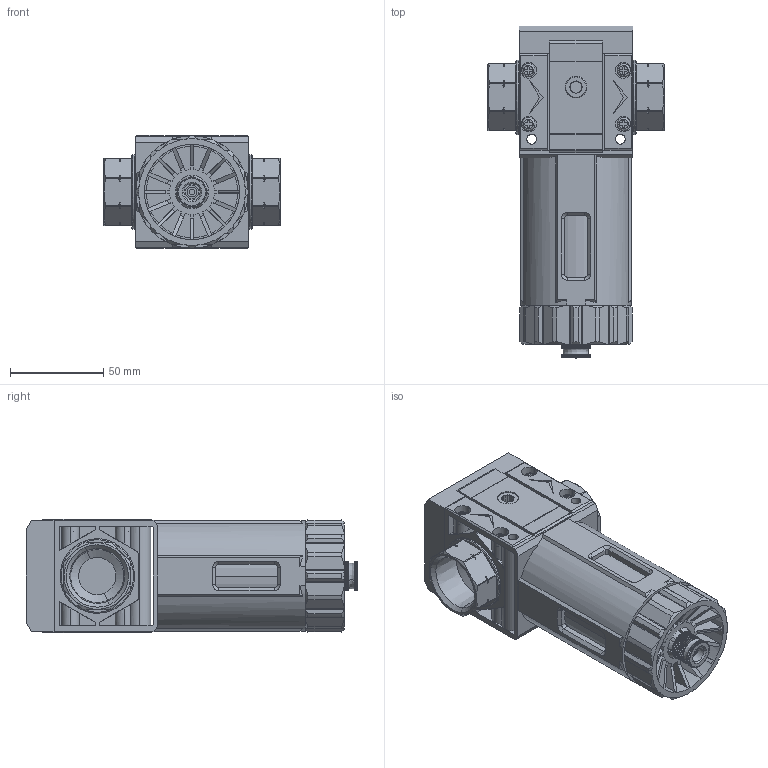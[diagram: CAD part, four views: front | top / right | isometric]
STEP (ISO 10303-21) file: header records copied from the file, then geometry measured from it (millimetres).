
FILE_DESCRIPTION (( 'STEP AP203' ), '1' );
FILE_NAME ('5U26F206.step', '2023-05-17T14:23:02', ( '' ), ( '' ), 'SwSTEP 2.0', 'SolidWorks 2021', '' );
FILE_SCHEMA (( 'CONFIG_CONTROL_DESIGN' ));
Products named in the file (1): 5U26F206
Bounding box: 94.5 x 178 x 61 mm (x, y, z)
Volume: 402208.8 mm3; surface area: 128346.9 mm2
Topology: 14 solids, 14 shells, 1590 faces, 4272 edges, 2727 vertices
Faces by surface type: plane 983, cylinder 321, cone 192, bspline 94
Entity records: 53967 total; most frequent: CARTESIAN_POINT 14463, ORIENTED_EDGE 8544, DIRECTION 7885, EDGE_CURVE 4272, VERTEX_POINT 2727, LINE 2705, VECTOR 2705, AXIS2_PLACEMENT_3D 2590
